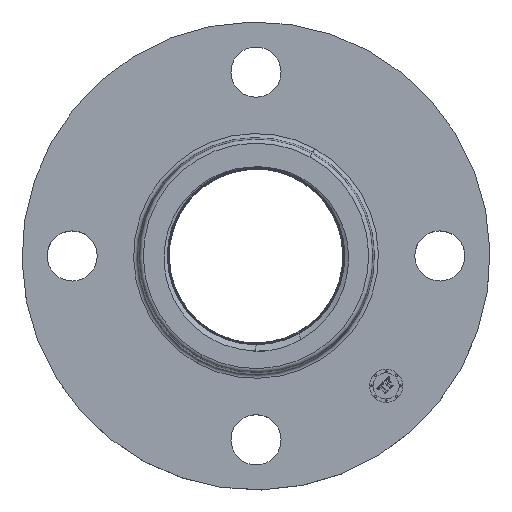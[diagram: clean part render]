
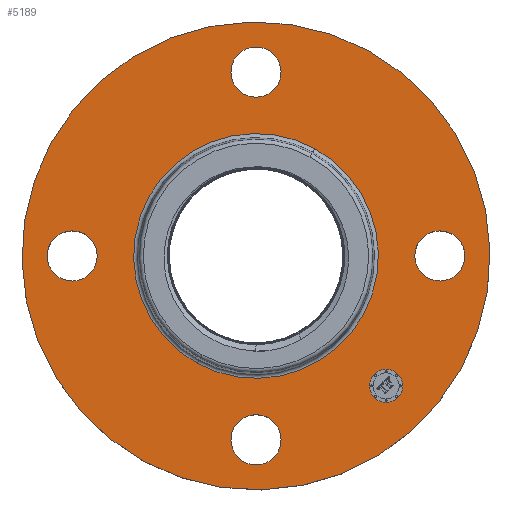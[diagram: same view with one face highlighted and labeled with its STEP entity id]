
A CAD part, top view. The second image highlights one B-rep face of the part: STEP entity #5189.
In plain terms, the highlighted planar face has unit normal (0, 0, 1).
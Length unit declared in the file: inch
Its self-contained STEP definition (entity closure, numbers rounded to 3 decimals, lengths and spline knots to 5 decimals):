
#343=AXIS2_PLACEMENT_3D('Circle Axis2P3D',#341,#342,$) ;
#360=AXIS2_PLACEMENT_3D('Circle Axis2P3D',#358,#359,$) ;
#400=AXIS2_PLACEMENT_3D('Circle Axis2P3D',#398,#399,$) ;
#417=AXIS2_PLACEMENT_3D('Circle Axis2P3D',#415,#416,$) ;
#457=AXIS2_PLACEMENT_3D('Circle Axis2P3D',#455,#456,$) ;
#474=AXIS2_PLACEMENT_3D('Circle Axis2P3D',#472,#473,$) ;
#678=AXIS2_PLACEMENT_3D('Circle Axis2P3D',#676,#677,$) ;
#704=AXIS2_PLACEMENT_3D('Circle Axis2P3D',#702,#703,$) ;
#728=AXIS2_PLACEMENT_3D('Circle Axis2P3D',#726,#727,$) ;
#747=AXIS2_PLACEMENT_3D('Circle Axis2P3D',#745,#746,$) ;
#778=AXIS2_PLACEMENT_3D('Circle Axis2P3D',#776,#777,$) ;
#790=AXIS2_PLACEMENT_3D('Circle Axis2P3D',#788,#789,$) ;
#5145=AXIS2_PLACEMENT_3D('Plane Axis2P3D',#5142,#5143,#5144) ;
#5173=AXIS2_PLACEMENT_3D('Circle Axis2P3D',#5171,#5172,$) ;
#5182=AXIS2_PLACEMENT_3D('Circle Axis2P3D',#5180,#5181,$) ;
#324=CARTESIAN_POINT('Vertex',(-0.17978,-3.07909,0.81)) ;
#338=CARTESIAN_POINT('Vertex',(0.17978,-2.42091,0.81)) ;
#341=CARTESIAN_POINT('Axis2P3D Location',(0.,-2.75,0.81)) ;
#358=CARTESIAN_POINT('Axis2P3D Location',(0.,-2.75,0.81)) ;
#381=CARTESIAN_POINT('Vertex',(-3.07909,0.17978,0.81)) ;
#395=CARTESIAN_POINT('Vertex',(-2.42091,-0.17978,0.81)) ;
#398=CARTESIAN_POINT('Axis2P3D Location',(-2.75,0.,0.81)) ;
#415=CARTESIAN_POINT('Axis2P3D Location',(-2.75,0.,0.81)) ;
#438=CARTESIAN_POINT('Vertex',(0.17978,3.07909,0.81)) ;
#452=CARTESIAN_POINT('Vertex',(-0.17978,2.42091,0.81)) ;
#455=CARTESIAN_POINT('Axis2P3D Location',(0.,2.75,0.81)) ;
#472=CARTESIAN_POINT('Axis2P3D Location',(0.,2.75,0.81)) ;
#676=CARTESIAN_POINT('Axis2P3D Location',(0.,0.,0.81)) ;
#680=CARTESIAN_POINT('Vertex',(-0.87751,-1.60628,0.81)) ;
#682=CARTESIAN_POINT('Vertex',(0.87751,1.60628,0.81)) ;
#702=CARTESIAN_POINT('Axis2P3D Location',(0.,0.,0.81)) ;
#723=CARTESIAN_POINT('Vertex',(1.67799,3.07154,0.81)) ;
#726=CARTESIAN_POINT('Axis2P3D Location',(0.,0.,0.81)) ;
#730=CARTESIAN_POINT('Vertex',(-1.67799,-3.07154,0.81)) ;
#745=CARTESIAN_POINT('Axis2P3D Location',(0.,0.,0.81)) ;
#766=CARTESIAN_POINT('Vertex',(3.07909,-0.17978,0.81)) ;
#773=CARTESIAN_POINT('Vertex',(2.42091,0.17978,0.81)) ;
#776=CARTESIAN_POINT('Axis2P3D Location',(2.75,0.,0.81)) ;
#788=CARTESIAN_POINT('Axis2P3D Location',(2.75,0.,0.81)) ;
#5142=CARTESIAN_POINT('Axis2P3D Location',(0.,3.5,0.81)) ;
#5171=CARTESIAN_POINT('Axis2P3D Location',(1.94454,-1.94454,0.81)) ;
#5175=CARTESIAN_POINT('Vertex',(2.11955,-1.76953,0.81)) ;
#5177=CARTESIAN_POINT('Vertex',(1.76953,-2.11955,0.81)) ;
#5180=CARTESIAN_POINT('Axis2P3D Location',(1.94454,-1.94454,0.81)) ;
#342=DIRECTION('Axis2P3D Direction',(0.,-0.,-0.039)) ;
#359=DIRECTION('Axis2P3D Direction',(0.,-0.,-0.039)) ;
#399=DIRECTION('Axis2P3D Direction',(-0.,0.,-0.039)) ;
#416=DIRECTION('Axis2P3D Direction',(-0.,0.,-0.039)) ;
#456=DIRECTION('Axis2P3D Direction',(0.,0.,-0.039)) ;
#473=DIRECTION('Axis2P3D Direction',(0.,0.,-0.039)) ;
#677=DIRECTION('Axis2P3D Direction',(0.,0.,-0.039)) ;
#703=DIRECTION('Axis2P3D Direction',(0.,0.,-0.039)) ;
#727=DIRECTION('Axis2P3D Direction',(0.,0.,-0.039)) ;
#746=DIRECTION('Axis2P3D Direction',(0.,0.,-0.039)) ;
#777=DIRECTION('Axis2P3D Direction',(0.,-0.,-0.039)) ;
#789=DIRECTION('Axis2P3D Direction',(0.,-0.,-0.039)) ;
#5143=DIRECTION('Axis2P3D Direction',(0.,0.,-0.039)) ;
#5144=DIRECTION('Axis2P3D XDirection',(0.039,0.,0.)) ;
#5172=DIRECTION('Axis2P3D Direction',(0.,0.,-0.039)) ;
#5181=DIRECTION('Axis2P3D Direction',(0.,0.,-0.039)) ;
#5148=ORIENTED_EDGE('',*,*,#732,.F.) ;
#5149=ORIENTED_EDGE('',*,*,#749,.F.) ;
#5152=ORIENTED_EDGE('',*,*,#792,.T.) ;
#5153=ORIENTED_EDGE('',*,*,#780,.T.) ;
#5156=ORIENTED_EDGE('',*,*,#684,.T.) ;
#5157=ORIENTED_EDGE('',*,*,#706,.T.) ;
#5160=ORIENTED_EDGE('',*,*,#345,.T.) ;
#5161=ORIENTED_EDGE('',*,*,#362,.T.) ;
#5164=ORIENTED_EDGE('',*,*,#402,.T.) ;
#5165=ORIENTED_EDGE('',*,*,#419,.T.) ;
#5168=ORIENTED_EDGE('',*,*,#459,.T.) ;
#5169=ORIENTED_EDGE('',*,*,#476,.T.) ;
#5186=ORIENTED_EDGE('',*,*,#5179,.T.) ;
#5187=ORIENTED_EDGE('',*,*,#5184,.T.) ;
#5154=FACE_BOUND('',#5151,.T.) ;
#5158=FACE_BOUND('',#5155,.T.) ;
#5162=FACE_BOUND('',#5159,.T.) ;
#5166=FACE_BOUND('',#5163,.T.) ;
#5170=FACE_BOUND('',#5167,.T.) ;
#5188=FACE_BOUND('',#5185,.T.) ;
#5189=ADVANCED_FACE('PartBody',(#5150,#5154,#5158,#5162,#5166,#5170,#5188),#5146,.F.) ;
#344=CIRCLE('generated circle',#343,0.375) ;
#361=CIRCLE('generated circle',#360,0.375) ;
#401=CIRCLE('generated circle',#400,0.375) ;
#418=CIRCLE('generated circle',#417,0.375) ;
#458=CIRCLE('generated circle',#457,0.375) ;
#475=CIRCLE('generated circle',#474,0.375) ;
#679=CIRCLE('generated circle',#678,1.83035) ;
#705=CIRCLE('generated circle',#704,1.83035) ;
#729=CIRCLE('generated circle',#728,3.5) ;
#748=CIRCLE('generated circle',#747,3.5) ;
#779=CIRCLE('generated circle',#778,0.375) ;
#791=CIRCLE('generated circle',#790,0.375) ;
#5174=CIRCLE('generated circle',#5173,0.2475) ;
#5183=CIRCLE('generated circle',#5182,0.2475) ;
#345=EDGE_CURVE('',#325,#339,#344,.T.) ;
#362=EDGE_CURVE('',#339,#325,#361,.T.) ;
#402=EDGE_CURVE('',#382,#396,#401,.T.) ;
#419=EDGE_CURVE('',#396,#382,#418,.T.) ;
#459=EDGE_CURVE('',#439,#453,#458,.T.) ;
#476=EDGE_CURVE('',#453,#439,#475,.T.) ;
#684=EDGE_CURVE('',#681,#683,#679,.T.) ;
#706=EDGE_CURVE('',#683,#681,#705,.T.) ;
#732=EDGE_CURVE('',#724,#731,#729,.T.) ;
#749=EDGE_CURVE('',#731,#724,#748,.T.) ;
#780=EDGE_CURVE('',#767,#774,#779,.T.) ;
#792=EDGE_CURVE('',#774,#767,#791,.T.) ;
#5179=EDGE_CURVE('',#5176,#5178,#5174,.T.) ;
#5184=EDGE_CURVE('',#5178,#5176,#5183,.T.) ;
#5147=EDGE_LOOP('',(#5148,#5149)) ;
#5151=EDGE_LOOP('',(#5152,#5153)) ;
#5155=EDGE_LOOP('',(#5156,#5157)) ;
#5159=EDGE_LOOP('',(#5160,#5161)) ;
#5163=EDGE_LOOP('',(#5164,#5165)) ;
#5167=EDGE_LOOP('',(#5168,#5169)) ;
#5185=EDGE_LOOP('',(#5186,#5187)) ;
#5150=FACE_OUTER_BOUND('',#5147,.T.) ;
#5146=PLANE('',#5145) ;
#325=VERTEX_POINT('',#324) ;
#339=VERTEX_POINT('',#338) ;
#382=VERTEX_POINT('',#381) ;
#396=VERTEX_POINT('',#395) ;
#439=VERTEX_POINT('',#438) ;
#453=VERTEX_POINT('',#452) ;
#681=VERTEX_POINT('',#680) ;
#683=VERTEX_POINT('',#682) ;
#724=VERTEX_POINT('',#723) ;
#731=VERTEX_POINT('',#730) ;
#767=VERTEX_POINT('',#766) ;
#774=VERTEX_POINT('',#773) ;
#5176=VERTEX_POINT('',#5175) ;
#5178=VERTEX_POINT('',#5177) ;
